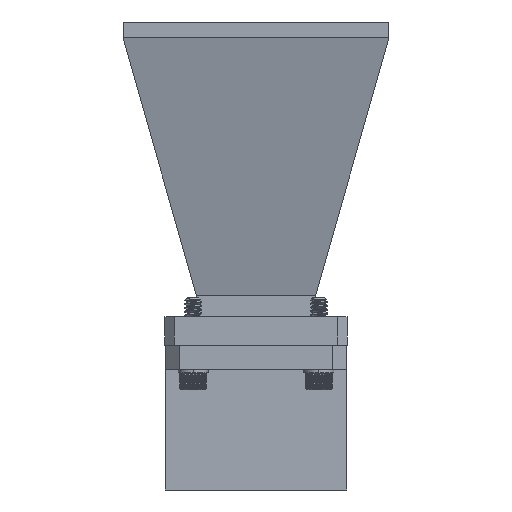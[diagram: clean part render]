
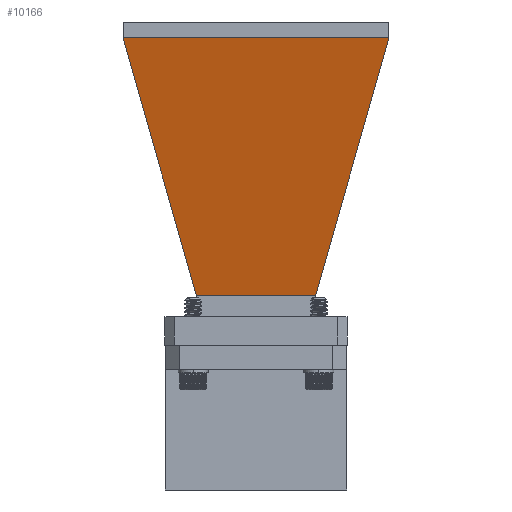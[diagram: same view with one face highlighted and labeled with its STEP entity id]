
A CAD part, front view. The second image highlights one B-rep face of the part: STEP entity #10166.
In plain terms, the highlighted face is planar.
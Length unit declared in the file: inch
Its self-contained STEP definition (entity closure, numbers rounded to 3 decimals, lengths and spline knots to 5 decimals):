
#705 = VERTEX_POINT ( 'NONE', #13277 ) ;
#954 = ORIENTED_EDGE ( 'NONE', *, *, #4232, .T. ) ;
#1123 = VECTOR ( 'NONE', #11514, 39.37008 ) ;
#1284 = CARTESIAN_POINT ( 'NONE',  ( -0.57418, 0., 3.06576 ) ) ;
#1577 = DIRECTION ( 'NONE',  ( 0.235, 0., -0.972 ) ) ;
#1820 = DIRECTION ( 'NONE',  ( 0., 1., 0. ) ) ;
#2228 = LINE ( 'NONE', #18281, #18172 ) ;
#2719 = LINE ( 'NONE', #8545, #1123 ) ;
#2774 = CARTESIAN_POINT ( 'NONE',  ( -0.81938, -1.09969, 4.08036 ) ) ;
#3985 = ORIENTED_EDGE ( 'NONE', *, *, #16266, .T. ) ;
#4011 = CARTESIAN_POINT ( 'NONE',  ( -0.82126, 1.09969, 4.08818 ) ) ;
#4147 = EDGE_CURVE ( 'NONE', #705, #11737, #2228, .T. ) ;
#4232 = EDGE_CURVE ( 'NONE', #6776, #13198, #16127, .T. ) ;
#4279 = CARTESIAN_POINT ( 'NONE',  ( -0.30561, -0.4938, 1.95443 ) ) ;
#4367 = DIRECTION ( 'NONE',  ( -0.226, -0.267, 0.937 ) ) ;
#4534 = LINE ( 'NONE', #7296, #15179 ) ;
#5653 = EDGE_CURVE ( 'NONE', #11737, #6776, #8589, .T. ) ;
#5914 = LINE ( 'NONE', #14923, #15447 ) ;
#6293 = VECTOR ( 'NONE', #4367, 39.37008 ) ;
#6776 = VERTEX_POINT ( 'NONE', #8826 ) ;
#6844 = VERTEX_POINT ( 'NONE', #16362 ) ;
#7296 = CARTESIAN_POINT ( 'NONE',  ( -0.82126, 1.09969, 4.08818 ) ) ;
#8180 = VERTEX_POINT ( 'NONE', #4011 ) ;
#8398 = CARTESIAN_POINT ( 'NONE',  ( -0.30561, 0., 1.95443 ) ) ;
#8545 = CARTESIAN_POINT ( 'NONE',  ( -0.81938, -1.09969, 4.08036 ) ) ;
#8589 = LINE ( 'NONE', #8398, #13011 ) ;
#8620 = DIRECTION ( 'NONE',  ( -0.235, 0., 0.972 ) ) ;
#8826 = CARTESIAN_POINT ( 'NONE',  ( -0.30561, -0.4938, 1.95443 ) ) ;
#9805 = ORIENTED_EDGE ( 'NONE', *, *, #4147, .T. ) ;
#10166 = ADVANCED_FACE ( 'NONE', ( #14664 ), #10176, .T. ) ;
#10176 = PLANE ( 'NONE',  #16102 ) ;
#10280 = DIRECTION ( 'NONE',  ( -0.972, 0., -0.235 ) ) ;
#11379 = DIRECTION ( 'NONE',  ( 0., -1., 0. ) ) ;
#11514 = DIRECTION ( 'NONE',  ( -0.235, 0., 0.972 ) ) ;
#11737 = VERTEX_POINT ( 'NONE', #17787 ) ;
#12475 = EDGE_LOOP ( 'NONE', ( #954, #3985, #16791, #14740, #9805, #15742 ) ) ;
#12726 = EDGE_CURVE ( 'NONE', #8180, #705, #4534, .T. ) ;
#13011 = VECTOR ( 'NONE', #11379, 39.37008 ) ;
#13198 = VERTEX_POINT ( 'NONE', #2774 ) ;
#13277 = CARTESIAN_POINT ( 'NONE',  ( -0.81938, 1.09969, 4.08036 ) ) ;
#13908 = DIRECTION ( 'NONE',  ( 0.226, -0.267, -0.937 ) ) ;
#14664 = FACE_OUTER_BOUND ( 'NONE', #12475, .T. ) ;
#14740 = ORIENTED_EDGE ( 'NONE', *, *, #12726, .T. ) ;
#14923 = CARTESIAN_POINT ( 'NONE',  ( -0.82126, 0., 4.08818 ) ) ;
#15179 = VECTOR ( 'NONE', #1577, 39.37008 ) ;
#15447 = VECTOR ( 'NONE', #1820, 39.37008 ) ;
#15742 = ORIENTED_EDGE ( 'NONE', *, *, #5653, .T. ) ;
#16102 = AXIS2_PLACEMENT_3D ( 'NONE', #1284, #10280, #8620 ) ;
#16127 = LINE ( 'NONE', #4279, #6293 ) ;
#16266 = EDGE_CURVE ( 'NONE', #13198, #6844, #2719, .T. ) ;
#16362 = CARTESIAN_POINT ( 'NONE',  ( -0.82126, -1.09969, 4.08818 ) ) ;
#16480 = EDGE_CURVE ( 'NONE', #6844, #8180, #5914, .T. ) ;
#16791 = ORIENTED_EDGE ( 'NONE', *, *, #16480, .T. ) ;
#17787 = CARTESIAN_POINT ( 'NONE',  ( -0.30561, 0.4938, 1.95443 ) ) ;
#18172 = VECTOR ( 'NONE', #13908, 39.37008 ) ;
#18281 = CARTESIAN_POINT ( 'NONE',  ( -0.81938, 1.09969, 4.08036 ) ) ;
